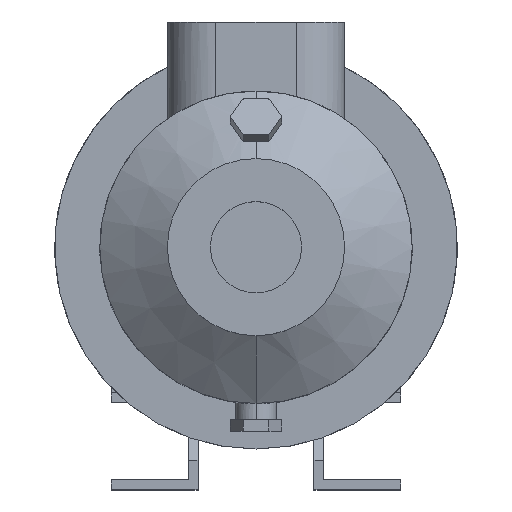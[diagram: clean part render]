
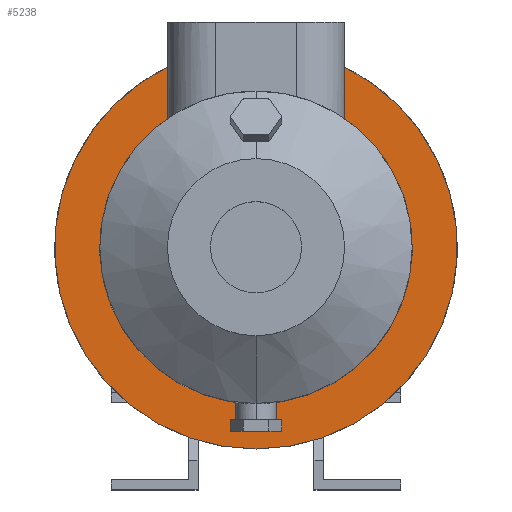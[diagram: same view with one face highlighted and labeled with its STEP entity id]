
A CAD part, top view. The second image highlights one B-rep face of the part: STEP entity #5238.
In plain terms, the highlighted planar face has unit normal (0, 0, 1).
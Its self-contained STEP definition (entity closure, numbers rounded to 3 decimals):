
#153 = VERTEX_POINT ( 'NONE', #2930 ) ;
#195 = ORIENTED_EDGE ( 'NONE', *, *, #4907, .T. ) ;
#279 = VECTOR ( 'NONE', #2181, 1000. ) ;
#362 = DIRECTION ( 'NONE',  ( 0., 0., 1. ) ) ;
#820 = FACE_OUTER_BOUND ( 'NONE', #1025, .T. ) ;
#913 = DIRECTION ( 'NONE',  ( 0., -1., 0. ) ) ;
#940 = DIRECTION ( 'NONE',  ( 0., 0., -1. ) ) ;
#1025 = EDGE_LOOP ( 'NONE', ( #9134, #8013, #9385, #195, #7799, #11593 ) ) ;
#1282 = CARTESIAN_POINT ( 'NONE',  ( -55., 112.25, -43. ) ) ;
#1294 = CARTESIAN_POINT ( 'NONE',  ( 0., 0., -43. ) ) ;
#1445 = DIRECTION ( 'NONE',  ( 0., -1., 0. ) ) ;
#1504 = DIRECTION ( 'NONE',  ( 0., 0., 1. ) ) ;
#2181 = DIRECTION ( 'NONE',  ( 0., 1., 0. ) ) ;
#2213 = VECTOR ( 'NONE', #8511, 1000. ) ;
#2697 = CARTESIAN_POINT ( 'NONE',  ( 55., 79.9, -43. ) ) ;
#2752 = EDGE_CURVE ( 'NONE', #5444, #153, #10173, .T. ) ;
#2849 = EDGE_CURVE ( 'NONE', #8209, #10101, #5861, .T. ) ;
#2930 = CARTESIAN_POINT ( 'NONE',  ( 0., -97., -43. ) ) ;
#3226 = CARTESIAN_POINT ( 'NONE',  ( 55., -125.002, -43. ) ) ;
#3463 = EDGE_CURVE ( 'NONE', #3567, #8209, #5305, .T. ) ;
#3481 = VERTEX_POINT ( 'NONE', #2697 ) ;
#3567 = VERTEX_POINT ( 'NONE', #1282 ) ;
#3671 = CARTESIAN_POINT ( 'NONE',  ( 0., 0., -43. ) ) ;
#3967 = EDGE_CURVE ( 'NONE', #153, #3481, #8446, .T. ) ;
#3996 = DIRECTION ( 'NONE',  ( 0., -1., 0. ) ) ;
#4290 = DIRECTION ( 'NONE',  ( 0., -1., 0. ) ) ;
#4626 = CARTESIAN_POINT ( 'NONE',  ( 0., 97., -43. ) ) ;
#4907 = EDGE_CURVE ( 'NONE', #5444, #3567, #8263, .T. ) ;
#5238 = ADVANCED_FACE ( 'NONE', ( #820 ), #7384, .F. ) ;
#5305 = CIRCLE ( 'NONE', #10978, 125. ) ;
#5444 = VERTEX_POINT ( 'NONE', #10517 ) ;
#5662 = AXIS2_PLACEMENT_3D ( 'NONE', #9094, #10067, #4290 ) ;
#5793 = AXIS2_PLACEMENT_3D ( 'NONE', #4626, #940, #6460 ) ;
#5861 = CIRCLE ( 'NONE', #5662, 125. ) ;
#6170 = CARTESIAN_POINT ( 'NONE',  ( 0., 0., -43. ) ) ;
#6460 = DIRECTION ( 'NONE',  ( 0., 1., 0. ) ) ;
#7077 = LINE ( 'NONE', #3226, #279 ) ;
#7384 = PLANE ( 'NONE',  #5793 ) ;
#7799 = ORIENTED_EDGE ( 'NONE', *, *, #3463, .T. ) ;
#8013 = ORIENTED_EDGE ( 'NONE', *, *, #3967, .F. ) ;
#8209 = VERTEX_POINT ( 'NONE', #11407 ) ;
#8263 = LINE ( 'NONE', #11266, #2213 ) ;
#8345 = DIRECTION ( 'NONE',  ( 0., 0., 1. ) ) ;
#8446 = CIRCLE ( 'NONE', #11182, 97. ) ;
#8511 = DIRECTION ( 'NONE',  ( 0., 1., 0. ) ) ;
#9094 = CARTESIAN_POINT ( 'NONE',  ( 0., 0., -43. ) ) ;
#9134 = ORIENTED_EDGE ( 'NONE', *, *, #10996, .F. ) ;
#9385 = ORIENTED_EDGE ( 'NONE', *, *, #2752, .F. ) ;
#9595 = AXIS2_PLACEMENT_3D ( 'NONE', #1294, #362, #3996 ) ;
#10067 = DIRECTION ( 'NONE',  ( 0., 0., 1. ) ) ;
#10101 = VERTEX_POINT ( 'NONE', #10961 ) ;
#10173 = CIRCLE ( 'NONE', #9595, 97. ) ;
#10517 = CARTESIAN_POINT ( 'NONE',  ( -55., 79.9, -43. ) ) ;
#10961 = CARTESIAN_POINT ( 'NONE',  ( 55., 112.25, -43. ) ) ;
#10978 = AXIS2_PLACEMENT_3D ( 'NONE', #3671, #8345, #913 ) ;
#10996 = EDGE_CURVE ( 'NONE', #3481, #10101, #7077, .T. ) ;
#11182 = AXIS2_PLACEMENT_3D ( 'NONE', #6170, #1504, #1445 ) ;
#11266 = CARTESIAN_POINT ( 'NONE',  ( -55., -125.002, -43. ) ) ;
#11407 = CARTESIAN_POINT ( 'NONE',  ( 0., -125., -43. ) ) ;
#11593 = ORIENTED_EDGE ( 'NONE', *, *, #2849, .T. ) ;
